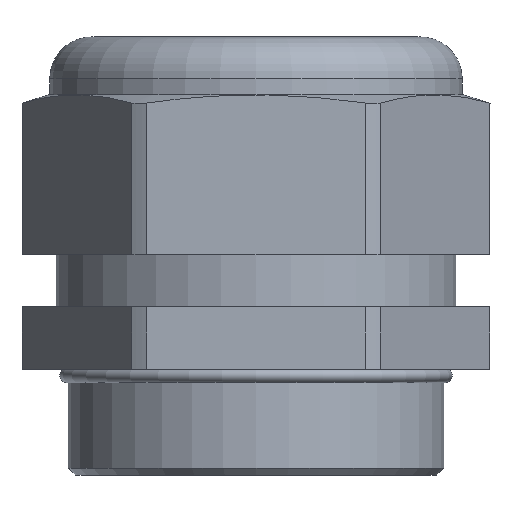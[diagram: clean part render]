
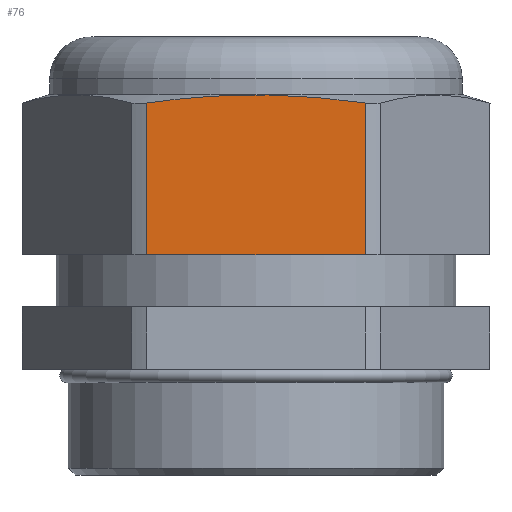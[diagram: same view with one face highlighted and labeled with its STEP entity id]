
A CAD part, front view. The second image highlights one B-rep face of the part: STEP entity #76.
In plain terms, the highlighted planar face has unit normal (0, -1, 0).
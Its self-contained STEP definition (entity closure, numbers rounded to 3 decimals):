
#73 = EDGE_CURVE ( 'NONE', #1341, #114, #518, .T. ) ;
#74 = ORIENTED_EDGE ( 'NONE', *, *, #150, .F. ) ;
#76 = ADVANCED_FACE ( 'NONE', ( #506 ), #505, .F. ) ;
#114 = VERTEX_POINT ( 'NONE', #478 ) ;
#120 = ORIENTED_EDGE ( 'NONE', *, *, #73, .F. ) ;
#122 = VERTEX_POINT ( 'NONE', #485 ) ;
#123 = ORIENTED_EDGE ( 'NONE', *, *, #1372, .T. ) ;
#145 = EDGE_LOOP ( 'NONE', ( #74, #151, #120, #123 ) ) ;
#150 = EDGE_CURVE ( 'NONE', #122, #369, #621, .T. ) ;
#151 = ORIENTED_EDGE ( 'NONE', *, *, #1339, .T. ) ;
#369 = VERTEX_POINT ( 'NONE', #1037 ) ;
#478 = CARTESIAN_POINT ( 'NONE',  ( -15.725, -29.75, 53.5 ) ) ;
#485 = CARTESIAN_POINT ( 'NONE',  ( 15.725, -29.75, 53.5 ) ) ;
#505 = PLANE ( 'NONE',  #530 ) ;
#506 = FACE_OUTER_BOUND ( 'NONE', #145, .T. ) ;
#508 = VECTOR ( 'NONE', #551, 1000. ) ;
#514 = DIRECTION ( 'NONE',  ( -1., 0., 0. ) ) ;
#515 = DIRECTION ( 'NONE',  ( 0., 1., 0. ) ) ;
#518 = LINE ( 'NONE', #527, #508 ) ;
#527 = CARTESIAN_POINT ( 'NONE',  ( -15.725, -29.75, 63. ) ) ;
#530 = AXIS2_PLACEMENT_3D ( 'NONE', #532, #515, #514 ) ;
#532 = CARTESIAN_POINT ( 'NONE',  ( -17.176, -29.75, 51.7 ) ) ;
#551 = DIRECTION ( 'NONE',  ( 0., 0., 1. ) ) ;
#595 = DIRECTION ( 'NONE',  ( 0., 0., -1. ) ) ;
#596 = VECTOR ( 'NONE', #595, 1000. ) ;
#620 = CARTESIAN_POINT ( 'NONE',  ( 15.725, -29.75, 63. ) ) ;
#621 = LINE ( 'NONE', #620, #596 ) ;
#1037 = CARTESIAN_POINT ( 'NONE',  ( 15.725, -29.75, 31.7 ) ) ;
#1048 = CARTESIAN_POINT ( 'NONE',  ( 15.725, -29.75, 53.5 ) ) ;
#1066 = CARTESIAN_POINT ( 'NONE',  ( 13.104, -29.75, 53.867 ) ) ;
#1067 = CARTESIAN_POINT ( 'NONE',  ( -15.725, -29.75, 31.7 ) ) ;
#1068 = CARTESIAN_POINT ( 'NONE',  ( -13.104, -29.75, 53.867 ) ) ;
#1069 = CARTESIAN_POINT ( 'NONE',  ( -10.483, -29.75, 54.163 ) ) ;
#1070 = CARTESIAN_POINT ( 'NONE',  ( 0., -29.75, 54.776 ) ) ;
#1071 = CARTESIAN_POINT ( 'NONE',  ( 5.242, -29.75, 54.564 ) ) ;
#1082 = CARTESIAN_POINT ( 'NONE',  ( -15.725, -29.75, 53.5 ) ) ;
#1089 = DIRECTION ( 'NONE',  ( 1., 0., 0. ) ) ;
#1090 = VECTOR ( 'NONE', #1089, 1000. ) ;
#1095 = CARTESIAN_POINT ( 'NONE',  ( 10.483, -29.75, 54.163 ) ) ;
#1113 = CARTESIAN_POINT ( 'NONE',  ( -17.176, -29.75, 31.7 ) ) ;
#1114 = LINE ( 'NONE', #1113, #1090 ) ;
#1121 = B_SPLINE_CURVE_WITH_KNOTS ( 'NONE', 3,
 ( #1048, #1066, #1095, #1071, #1070, #1123, #1069, #1068, #1082 ),
 .UNSPECIFIED., .F., .F.,
 ( 4, 2, 1, 2, 4 ),
 ( 0.001, 0.009, 0.017, 0.025, 0.033 ),
 .UNSPECIFIED. ) ;
#1123 = CARTESIAN_POINT ( 'NONE',  ( -5.242, -29.75, 54.564 ) ) ;
#1339 = EDGE_CURVE ( 'NONE', #122, #114, #1121, .T. ) ;
#1341 = VERTEX_POINT ( 'NONE', #1067 ) ;
#1372 = EDGE_CURVE ( 'NONE', #1341, #369, #1114, .T. ) ;
